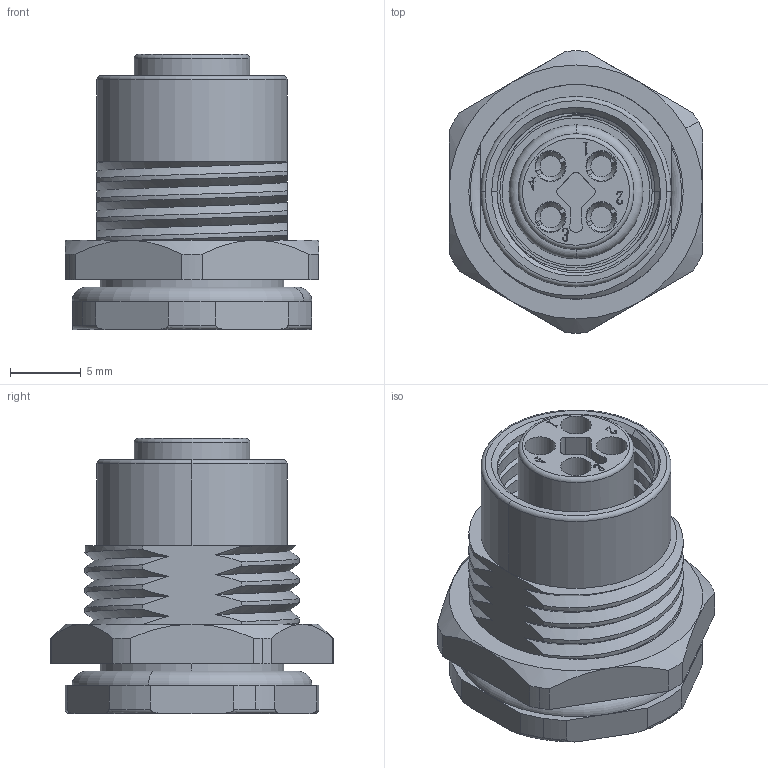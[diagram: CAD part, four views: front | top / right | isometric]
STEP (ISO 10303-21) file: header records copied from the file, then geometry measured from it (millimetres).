
FILE_DESCRIPTION(/* description */ (''),/* implementation_level */ '2;1');
FILE_NAME(/* name */ 'PT-FEK41-.stp',/* time_stamp */ '2022-07-04T10:33:09+08:00',/* author */ (''),/* organization */ (''),/* preprocessor_version */ 'ST-DEVELOPER v16',/* originating_system */ 'SIEMENS PLM Software NX 10.0',/* authorisation */ '');
FILE_SCHEMA (('AP203_CONFIGURATION_CONTROLLED_3D_DESIGN_OF_MECHANICAL_PARTS_AND_ASSEMBLIES_MIM_LF { 1 0 10303 403 2 1 2}'));
Length unit declared in the file: millimetre
Products named in the file (1): Admi0B9C4629h3o7
Bounding box: 18 x 19.99 x 19.5 mm (x, y, z)
Volume: 2499.5 mm3; surface area: 4888.9 mm2
Topology: 9 solids, 9 shells, 394 faces, 1031 edges, 675 vertices
Faces by surface type: plane 163, cylinder 134, cone 26, bspline 25, torus 24, extrusion 22
Full cylindrical faces by diameter (mm): 2.2 x4, 2.4 x4, 2.5 x4, 8.2 x1, 9.6 x2, 10.5 x1, 11 x1
Entity records: 18452 total; most frequent: CARTESIAN_POINT 9061, ORIENTED_EDGE 2022, DIRECTION 1789, EDGE_CURVE 1011, VERTEX_POINT 680, AXIS2_PLACEMENT_3D 678, EDGE_LOOP 463, VECTOR 433
